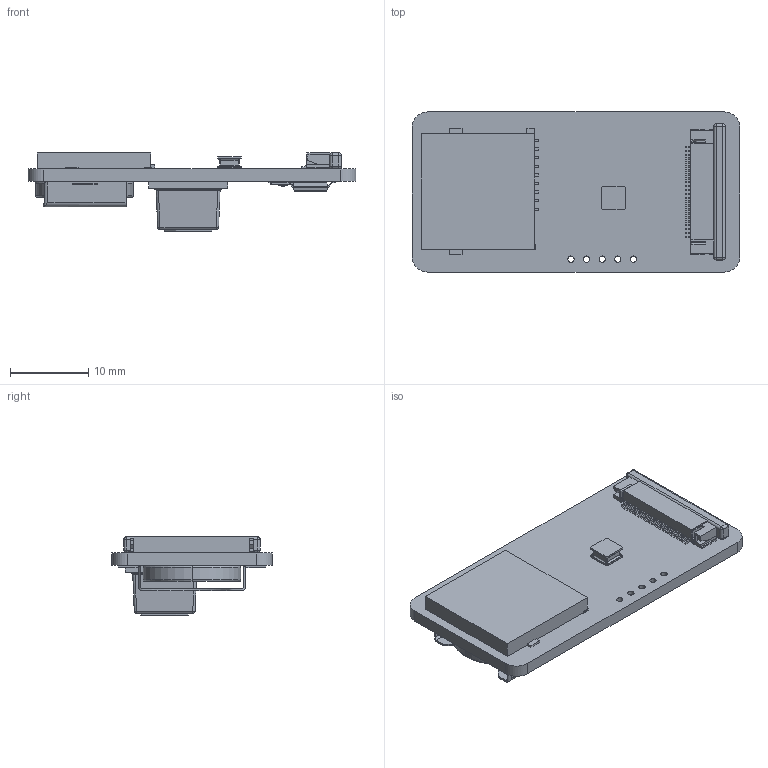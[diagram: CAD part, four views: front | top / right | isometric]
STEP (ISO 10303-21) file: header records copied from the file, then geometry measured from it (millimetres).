
FILE_DESCRIPTION(('KiCad electronic assembly'),'2;1');
FILE_NAME('CO2_sensor.step','2024-06-19T22:10:49',('Pcbnew'),('Kicad'), 'Open CASCADE STEP processor 7.7','KiCad to STEP converter','Unknown' );
FILE_SCHEMA(('AUTOMOTIVE_DESIGN { 1 0 10303 214 1 1 1 1 }'));
Length unit declared in the file: millimetre
Products named in the file (16): CO2_sensor 1; 2-1734592-4; C-2-1734592-4; MSD-1-A; SRN3015-100M; SRN3015; SCD40-D-R2; STM32L031F6P7; ASSEMBLY; TL3780AF240QG; TL3780AFxxxQG.stp; SMTM1225; CO2_sensor_PCB
Assembly tree (15 placements, depth 3):
  CO2_sensor 1
    2-1734592-4
      C-2-1734592-4
    MSD-1-A
      MSD-1-A
    SRN3015-100M
      SRN3015
    SCD40-D-R2
      SCD40-D-R2
    STM32L031F6P7
      ASSEMBLY
    TL3780AF240QG
      TL3780AFxxxQG.stp
    SMTM1225
      SMTM1225
    CO2_sensor_PCB
Bounding box: 42 x 20.5 x 10 mm (x, y, z)
Volume: 2685.2 mm3; surface area: 4173.3 mm2
Topology: 42 solids, 44 shells, 1091 faces, 2805 edges, 1822 vertices
Faces by surface type: plane 836, cylinder 200, torus 20, bspline 19, sphere 14, cone 2
Full cylindrical faces by diameter (mm): 0.55 x1, 0.8 x5, 0.85 x1, 1 x2
Entity records: 33628 total; most frequent: CARTESIAN_POINT 6200, ORIENTED_EDGE 5588, DIRECTION 5355, EDGE_CURVE 2794, LINE 2305, VECTOR 2305, VERTEX_POINT 1812, AXIS2_PLACEMENT_3D 1525
